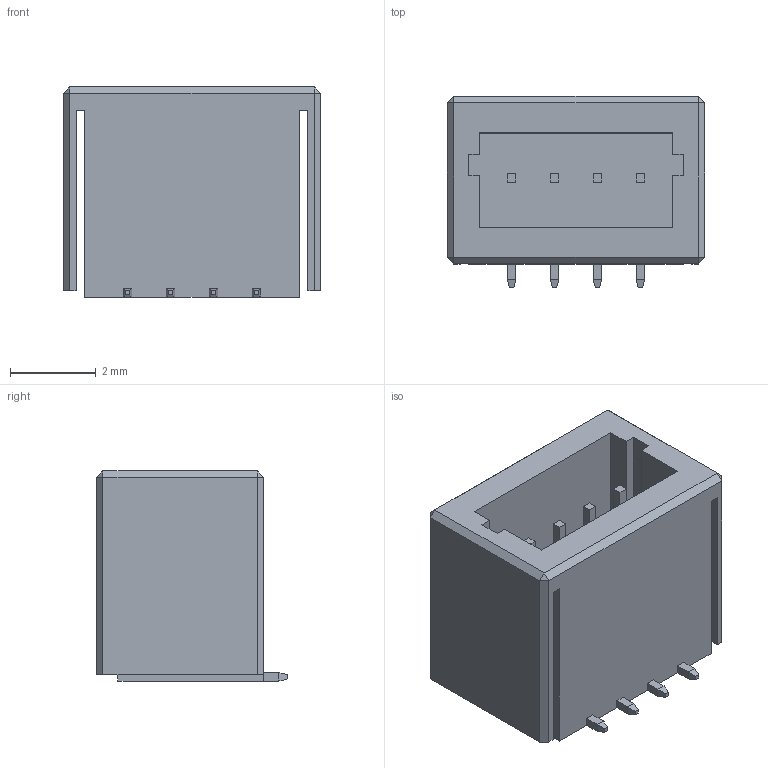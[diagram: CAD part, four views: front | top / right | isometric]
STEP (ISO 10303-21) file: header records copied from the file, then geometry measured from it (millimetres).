
FILE_DESCRIPTION(/* description */ (''),/* implementation_level */ '2;1');
FILE_NAME(/* name */ 'SH1mm立贴.step',/* time_stamp */ '2022-07-25T16:51:01+08:00',/* author */ (''),/* organization */ (''),/* preprocessor_version */ 'ST-DEVELOPER v19',/* originating_system */ 'Autodesk Translation Framework v11.7.0.108',/* authorisation */ '');
FILE_SCHEMA (('AUTOMOTIVE_DESIGN { 1 0 10303 214 3 1 1 }'));
Length unit declared in the file: millimetre
Products named in the file (1): SH1mm立贴
Bounding box: 6 x 4.45 x 4.9 mm (x, y, z)
Volume: 66.7 mm3; surface area: 264.8 mm2
Topology: 1 solids, 1 shells, 93 faces, 238 edges, 148 vertices
Faces by surface type: plane 93
Entity records: 2789 total; most frequent: CARTESIAN_POINT 480, ORIENTED_EDGE 476, DIRECTION 426, LINE 238, VECTOR 238, EDGE_CURVE 238, VERTEX_POINT 148, EDGE_LOOP 98
